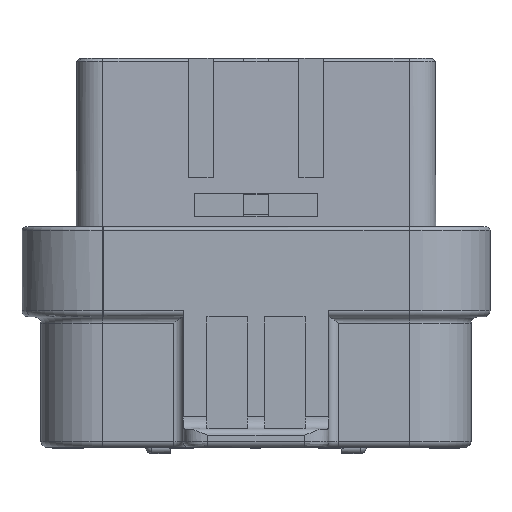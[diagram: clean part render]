
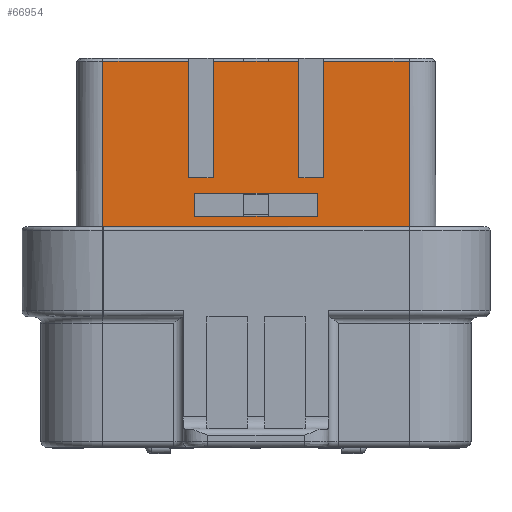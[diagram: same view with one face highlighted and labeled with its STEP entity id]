
A CAD part, front view. The second image highlights one B-rep face of the part: STEP entity #66954.
In plain terms, the highlighted planar face has unit normal (0, -1, 0.005).
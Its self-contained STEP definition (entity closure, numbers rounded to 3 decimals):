
#1686=CARTESIAN_POINT('',(-4.5,-9.137,15.7));
#1687=VERTEX_POINT('',#1686);
#1694=CARTESIAN_POINT('',(-12.5,-9.137,15.7));
#1695=VERTEX_POINT('',#1694);
#1696=CARTESIAN_POINT('',(-4.5,-9.137,15.7));
#1697=DIRECTION('',(-1.,0.,0.));
#1698=VECTOR('',#1697,8.);
#1699=LINE('',#1696,#1698);
#1700=EDGE_CURVE('',#1687,#1695,#1699,.T.);
#1747=CARTESIAN_POINT('',(-1.5,-9.137,15.7));
#1748=VERTEX_POINT('',#1747);
#1755=CARTESIAN_POINT('',(-1.5,-9.137,15.7));
#1756=DIRECTION('',(-1.,0.,0.));
#1757=VECTOR('',#1756,3.);
#1758=LINE('',#1755,#1757);
#1759=EDGE_CURVE('',#1748,#1687,#1758,.T.);
#1801=CARTESIAN_POINT('',(1.5,-9.137,15.7));
#1802=VERTEX_POINT('',#1801);
#1809=CARTESIAN_POINT('',(1.5,-9.137,15.7));
#1810=DIRECTION('',(-1.,0.,0.));
#1811=VECTOR('',#1810,3.);
#1812=LINE('',#1809,#1811);
#1813=EDGE_CURVE('',#1802,#1748,#1812,.T.);
#1855=CARTESIAN_POINT('',(4.5,-9.137,15.7));
#1856=VERTEX_POINT('',#1855);
#1863=CARTESIAN_POINT('',(4.5,-9.137,15.7));
#1864=DIRECTION('',(-1.,0.,0.));
#1865=VECTOR('',#1864,3.);
#1866=LINE('',#1863,#1865);
#1867=EDGE_CURVE('',#1856,#1802,#1866,.T.);
#1927=CARTESIAN_POINT('',(12.5,-9.137,15.7));
#1928=VERTEX_POINT('',#1927);
#1935=CARTESIAN_POINT('',(12.5,-9.137,15.7));
#1936=DIRECTION('',(-1.,0.,0.));
#1937=VECTOR('',#1936,8.);
#1938=LINE('',#1935,#1937);
#1939=EDGE_CURVE('',#1928,#1856,#1938,.T.);
#2631=CARTESIAN_POINT('',(-12.5,-9.061,30.234));
#2632=VERTEX_POINT('',#2631);
#3163=CARTESIAN_POINT('',(12.5,-9.061,30.234));
#3164=VERTEX_POINT('',#3163);
#60904=CARTESIAN_POINT('',(5.,-9.118,19.45));
#60905=VERTEX_POINT('',#60904);
#60906=CARTESIAN_POINT('',(-5.,-9.118,19.45));
#60907=VERTEX_POINT('',#60906);
#60908=CARTESIAN_POINT('',(5.,-9.118,19.45));
#60909=DIRECTION('',(-1.,0.,0.));
#60910=VECTOR('',#60909,10.);
#60911=LINE('',#60908,#60910);
#60912=EDGE_CURVE('',#60905,#60907,#60911,.T.);
#61361=CARTESIAN_POINT('',(5.,-9.128,17.55));
#61362=VERTEX_POINT('',#61361);
#61369=CARTESIAN_POINT('',(5.,-9.128,17.55));
#61370=DIRECTION('',(0.,0.005,1.));
#61371=VECTOR('',#61370,1.9);
#61372=LINE('',#61369,#61371);
#61373=EDGE_CURVE('',#61362,#60905,#61372,.T.);
#61383=CARTESIAN_POINT('',(-5.,-9.128,17.55));
#61384=VERTEX_POINT('',#61383);
#61385=CARTESIAN_POINT('',(-5.,-9.118,19.45));
#61386=DIRECTION('',(0.,-0.005,-1.));
#61387=VECTOR('',#61386,1.9);
#61388=LINE('',#61385,#61387);
#61389=EDGE_CURVE('',#60907,#61384,#61388,.T.);
#61445=CARTESIAN_POINT('',(-5.,-9.128,17.55));
#61446=DIRECTION('',(1.,0.,0.));
#61447=VECTOR('',#61446,10.);
#61448=LINE('',#61445,#61447);
#61449=EDGE_CURVE('',#61384,#61362,#61448,.T.);
#61682=CARTESIAN_POINT('',(-12.5,-9.061,30.234));
#61683=DIRECTION('',(0.,-0.005,-1.));
#61684=VECTOR('',#61683,14.535);
#61685=LINE('',#61682,#61684);
#61686=EDGE_CURVE('',#2632,#1695,#61685,.T.);
#61717=CARTESIAN_POINT('',(12.5,-9.137,15.7));
#61718=DIRECTION('',(0.,0.005,1.));
#61719=VECTOR('',#61718,14.535);
#61720=LINE('',#61717,#61719);
#61721=EDGE_CURVE('',#1928,#3164,#61720,.T.);
#66444=CARTESIAN_POINT('',(-5.5,-9.061,30.234));
#66445=VERTEX_POINT('',#66444);
#66446=CARTESIAN_POINT('',(-12.5,-9.061,30.234));
#66447=DIRECTION('',(1.,0.,0.));
#66448=VECTOR('',#66447,7.);
#66449=LINE('',#66446,#66448);
#66450=EDGE_CURVE('',#2632,#66445,#66449,.T.);
#66477=CARTESIAN_POINT('',(-1.,-9.061,30.234));
#66478=VERTEX_POINT('',#66477);
#66495=CARTESIAN_POINT('',(-3.5,-9.061,30.234));
#66496=VERTEX_POINT('',#66495);
#66504=CARTESIAN_POINT('',(-3.5,-9.061,30.234));
#66505=DIRECTION('',(1.,0.,0.));
#66506=VECTOR('',#66505,2.5);
#66507=LINE('',#66504,#66506);
#66508=EDGE_CURVE('',#66496,#66478,#66507,.T.);
#66535=CARTESIAN_POINT('',(-3.5,-9.111,20.7));
#66536=VERTEX_POINT('',#66535);
#66537=CARTESIAN_POINT('',(-3.5,-9.061,30.234));
#66538=DIRECTION('',(0.,-0.005,-1.));
#66539=VECTOR('',#66538,9.534);
#66540=LINE('',#66537,#66539);
#66541=EDGE_CURVE('',#66496,#66536,#66540,.T.);
#66557=CARTESIAN_POINT('',(-5.5,-9.111,20.7));
#66558=VERTEX_POINT('',#66557);
#66574=CARTESIAN_POINT('',(-5.5,-9.111,20.7));
#66575=DIRECTION('',(1.,0.,0.));
#66576=VECTOR('',#66575,2.);
#66577=LINE('',#66574,#66576);
#66578=EDGE_CURVE('',#66558,#66536,#66577,.T.);
#66603=CARTESIAN_POINT('',(-5.5,-9.061,30.234));
#66604=DIRECTION('',(0.,-0.005,-1.));
#66605=VECTOR('',#66604,9.534);
#66606=LINE('',#66603,#66605);
#66607=EDGE_CURVE('',#66445,#66558,#66606,.T.);
#66639=CARTESIAN_POINT('',(1.,-9.061,30.234));
#66640=VERTEX_POINT('',#66639);
#66647=CARTESIAN_POINT('',(3.5,-9.061,30.234));
#66648=VERTEX_POINT('',#66647);
#66649=CARTESIAN_POINT('',(1.,-9.061,30.234));
#66650=DIRECTION('',(1.,0.,0.));
#66651=VECTOR('',#66650,2.5);
#66652=LINE('',#66649,#66651);
#66653=EDGE_CURVE('',#66640,#66648,#66652,.T.);
#66689=CARTESIAN_POINT('',(5.5,-9.061,30.234));
#66690=VERTEX_POINT('',#66689);
#66698=CARTESIAN_POINT('',(5.5,-9.061,30.234));
#66699=DIRECTION('',(1.,0.,0.));
#66700=VECTOR('',#66699,7.);
#66701=LINE('',#66698,#66700);
#66702=EDGE_CURVE('',#66690,#3164,#66701,.T.);
#66899=CARTESIAN_POINT('',(-0.055,-9.106,21.767));
#66900=DIRECTION('',(1.,0.,0.));
#66901=DIRECTION('',(0.,-1.,0.005));
#66902=AXIS2_PLACEMENT_3D('',#66899,#66901,#66900);
#66903=PLANE('',#66902);
#66904=ORIENTED_EDGE('',*,*,#66508,.F.);
#66905=ORIENTED_EDGE('',*,*,#66541,.T.);
#66906=ORIENTED_EDGE('',*,*,#66578,.F.);
#66907=ORIENTED_EDGE('',*,*,#66607,.F.);
#66908=ORIENTED_EDGE('',*,*,#66450,.F.);
#66909=ORIENTED_EDGE('',*,*,#61686,.T.);
#66910=ORIENTED_EDGE('',*,*,#1700,.F.);
#66911=ORIENTED_EDGE('',*,*,#1759,.F.);
#66912=ORIENTED_EDGE('',*,*,#1813,.F.);
#66913=ORIENTED_EDGE('',*,*,#1867,.F.);
#66914=ORIENTED_EDGE('',*,*,#1939,.F.);
#66915=ORIENTED_EDGE('',*,*,#61721,.T.);
#66916=ORIENTED_EDGE('',*,*,#66702,.F.);
#66917=CARTESIAN_POINT('',(5.5,-9.111,20.7));
#66918=VERTEX_POINT('',#66917);
#66919=CARTESIAN_POINT('',(5.5,-9.061,30.234));
#66920=DIRECTION('',(0.,-0.005,-1.));
#66921=VECTOR('',#66920,9.534);
#66922=LINE('',#66919,#66921);
#66923=EDGE_CURVE('',#66690,#66918,#66922,.T.);
#66924=ORIENTED_EDGE('',*,*,#66923,.T.);
#66925=CARTESIAN_POINT('',(3.5,-9.111,20.7));
#66926=VERTEX_POINT('',#66925);
#66927=CARTESIAN_POINT('',(3.5,-9.111,20.7));
#66928=DIRECTION('',(1.,0.,0.));
#66929=VECTOR('',#66928,2.);
#66930=LINE('',#66927,#66929);
#66931=EDGE_CURVE('',#66926,#66918,#66930,.T.);
#66932=ORIENTED_EDGE('',*,*,#66931,.F.);
#66933=CARTESIAN_POINT('',(3.5,-9.061,30.234));
#66934=DIRECTION('',(0.,-0.005,-1.));
#66935=VECTOR('',#66934,9.534);
#66936=LINE('',#66933,#66935);
#66937=EDGE_CURVE('',#66648,#66926,#66936,.T.);
#66938=ORIENTED_EDGE('',*,*,#66937,.F.);
#66939=ORIENTED_EDGE('',*,*,#66653,.F.);
#66940=CARTESIAN_POINT('',(-1.,-9.061,30.234));
#66941=DIRECTION('',(1.,0.,0.));
#66942=VECTOR('',#66941,2.);
#66943=LINE('',#66940,#66942);
#66944=EDGE_CURVE('',#66478,#66640,#66943,.T.);
#66945=ORIENTED_EDGE('',*,*,#66944,.F.);
#66946=EDGE_LOOP('',(#66904,#66905,#66906,#66907,#66908,#66909,#66910,#66911,#66912,#66913,#66914,#66915,#66916,#66924,#66932,#66938,#66939,#66945));
#66947=FACE_OUTER_BOUND('',#66946,.T.);
#66948=ORIENTED_EDGE('',*,*,#61389,.F.);
#66949=ORIENTED_EDGE('',*,*,#60912,.F.);
#66950=ORIENTED_EDGE('',*,*,#61373,.F.);
#66951=ORIENTED_EDGE('',*,*,#61449,.F.);
#66952=EDGE_LOOP('',(#66948,#66949,#66950,#66951));
#66953=FACE_BOUND('',#66952,.T.);
#66954=ADVANCED_FACE('',(#66947,#66953),#66903,.T.);
